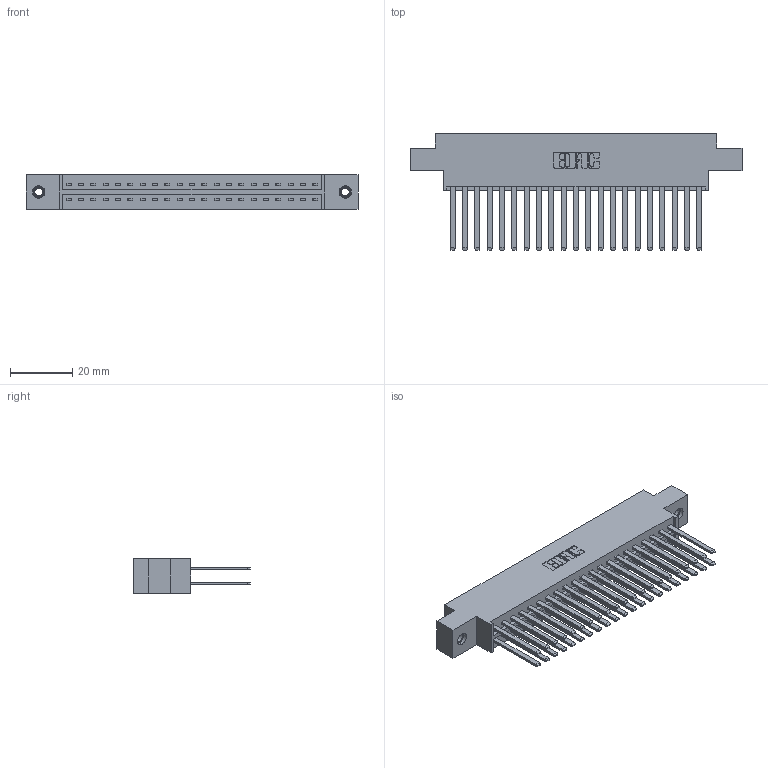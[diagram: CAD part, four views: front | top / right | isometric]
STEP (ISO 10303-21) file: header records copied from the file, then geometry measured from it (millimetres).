
FILE_DESCRIPTION (( 'STEP AP203' ), '1' );
FILE_NAME ('336-042-541-807.STEP', '2020-08-07T23:40:41', ( '' ), ( '' ), 'SwSTEP 2.0', 'SolidWorks 2020', '' );
FILE_SCHEMA (( 'CONFIG_CONTROL_DESIGN' ));
Length unit declared in the file: inch
Products named in the file (4): 336-042-541-807; 336-290-001_336-290-541; 336 Part_Offset - .156 Dia - TI; 345-250-001_345-250-005-103
Assembly tree (45 placements, depth 2):
  336-042-541-807
    336 Part_Offset - .156 Dia - TI
    336-290-001_336-290-541  x42
    345-250-001_345-250-005-103  x2
Bounding box: 106.6 x 37.34 x 11.1 mm (x, y, z)
Volume: 15762.9 mm3; surface area: 19844.7 mm2
Topology: 45 solids, 45 shells, 1942 faces, 5793 edges, 3826 vertices
Faces by surface type: plane 1198, cylinder 728, cone 12, torus 4
Entity records: 20035 total; most frequent: CARTESIAN_POINT 3456, ORIENTED_EDGE 3286, DIRECTION 2913, EDGE_CURVE 1643, LINE 1491, VECTOR 1491, VERTEX_POINT 1090, AXIS2_PLACEMENT_3D 711
